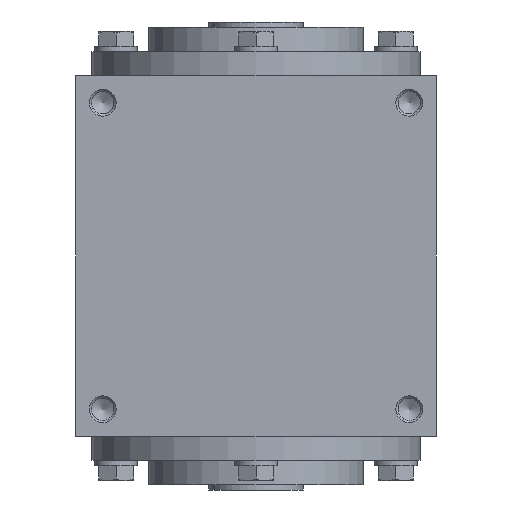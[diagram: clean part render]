
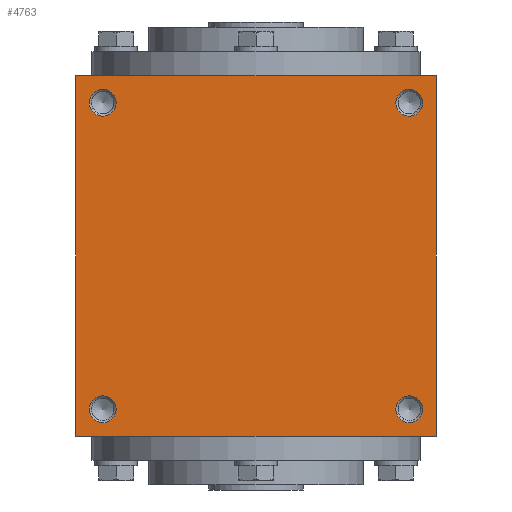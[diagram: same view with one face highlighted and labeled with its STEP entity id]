
A CAD part, left-side view. The second image highlights one B-rep face of the part: STEP entity #4763.
In plain terms, the highlighted face is planar.
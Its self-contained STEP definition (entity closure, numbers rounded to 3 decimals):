
#321=LINE('',#9524,#661);
#324=LINE('',#9538,#664);
#327=LINE('',#9554,#667);
#330=LINE('',#9567,#670);
#661=VECTOR('',#7932,1000.);
#664=VECTOR('',#7945,1000.);
#667=VECTOR('',#7960,1000.);
#670=VECTOR('',#7973,1000.);
#1508=ORIENTED_EDGE('',*,*,#2670,.F.);
#1509=ORIENTED_EDGE('',*,*,#2671,.T.);
#1510=ORIENTED_EDGE('',*,*,#2672,.F.);
#1511=ORIENTED_EDGE('',*,*,#2673,.T.);
#1512=ORIENTED_EDGE('',*,*,#2523,.F.);
#1513=ORIENTED_EDGE('',*,*,#2545,.F.);
#1514=ORIENTED_EDGE('',*,*,#2538,.F.);
#1515=ORIENTED_EDGE('',*,*,#2530,.F.);
#2523=EDGE_CURVE('',#3114,#3115,#321,.T.);
#2530=EDGE_CURVE('',#3115,#3121,#324,.T.);
#2538=EDGE_CURVE('',#3121,#3128,#327,.T.);
#2545=EDGE_CURVE('',#3128,#3114,#330,.T.);
#2670=EDGE_CURVE('',#3233,#3233,#3557,.T.);
#2671=EDGE_CURVE('',#3234,#3234,#3558,.T.);
#2672=EDGE_CURVE('',#3235,#3235,#3559,.T.);
#2673=EDGE_CURVE('',#3236,#3236,#3560,.T.);
#3114=VERTEX_POINT('',#9523);
#3115=VERTEX_POINT('',#9525);
#3121=VERTEX_POINT('',#9539);
#3128=VERTEX_POINT('',#9555);
#3233=VERTEX_POINT('',#9810);
#3234=VERTEX_POINT('',#9812);
#3235=VERTEX_POINT('',#9814);
#3236=VERTEX_POINT('',#9816);
#3557=CIRCLE('',#7164,5.);
#3558=CIRCLE('',#7165,5.);
#3559=CIRCLE('',#7166,5.);
#3560=CIRCLE('',#7167,5.);
#3779=EDGE_LOOP('',(#1508));
#3780=EDGE_LOOP('',(#1509));
#3781=EDGE_LOOP('',(#1510));
#3782=EDGE_LOOP('',(#1511));
#3783=EDGE_LOOP('',(#1512,#1513,#1514,#1515));
#4215=FACE_BOUND('',#3779,.T.);
#4216=FACE_BOUND('',#3780,.T.);
#4217=FACE_BOUND('',#3781,.T.);
#4218=FACE_BOUND('',#3782,.T.);
#4219=FACE_BOUND('',#3783,.T.);
#4573=PLANE('',#7163);
#4763=ADVANCED_FACE('',(#4215,#4216,#4217,#4218,#4219),#4573,.F.);
#7163=AXIS2_PLACEMENT_3D('',#9808,#8182,#8183);
#7164=AXIS2_PLACEMENT_3D('',#9809,#8184,#8185);
#7165=AXIS2_PLACEMENT_3D('',#9811,#8186,#8187);
#7166=AXIS2_PLACEMENT_3D('',#9813,#8188,#8189);
#7167=AXIS2_PLACEMENT_3D('',#9815,#8190,#8191);
#7932=DIRECTION('',(0.,-1.,0.));
#7945=DIRECTION('',(1.,0.,0.));
#7960=DIRECTION('',(0.,1.,0.));
#7973=DIRECTION('',(-1.,0.,0.));
#8182=DIRECTION('',(0.,0.,1.));
#8183=DIRECTION('',(1.,0.,0.));
#8184=DIRECTION('',(0.,0.,-1.));
#8185=DIRECTION('',(-1.,0.,0.));
#8186=DIRECTION('',(0.,0.,1.));
#8187=DIRECTION('',(1.,0.,0.));
#8188=DIRECTION('',(0.,0.,-1.));
#8189=DIRECTION('',(-1.,0.,0.));
#8190=DIRECTION('',(0.,0.,1.));
#8191=DIRECTION('',(1.,0.,0.));
#9523=CARTESIAN_POINT('',(-67.,67.,-67.));
#9524=CARTESIAN_POINT('',(-67.,67.,-67.));
#9525=CARTESIAN_POINT('',(-67.,-67.,-67.));
#9538=CARTESIAN_POINT('',(-67.,-67.,-67.));
#9539=CARTESIAN_POINT('',(67.,-67.,-67.));
#9554=CARTESIAN_POINT('',(67.,-67.,-67.));
#9555=CARTESIAN_POINT('',(67.,67.,-67.));
#9567=CARTESIAN_POINT('',(67.,67.,-67.));
#9808=CARTESIAN_POINT('',(0.,0.,-67.));
#9809=CARTESIAN_POINT('',(-57.,57.,-67.));
#9810=CARTESIAN_POINT('',(-62.,57.,-67.));
#9811=CARTESIAN_POINT('',(57.,57.,-67.));
#9812=CARTESIAN_POINT('',(62.,57.,-67.));
#9813=CARTESIAN_POINT('',(-57.,-57.,-67.));
#9814=CARTESIAN_POINT('',(-62.,-57.,-67.));
#9815=CARTESIAN_POINT('',(57.,-57.,-67.));
#9816=CARTESIAN_POINT('',(62.,-57.,-67.));
